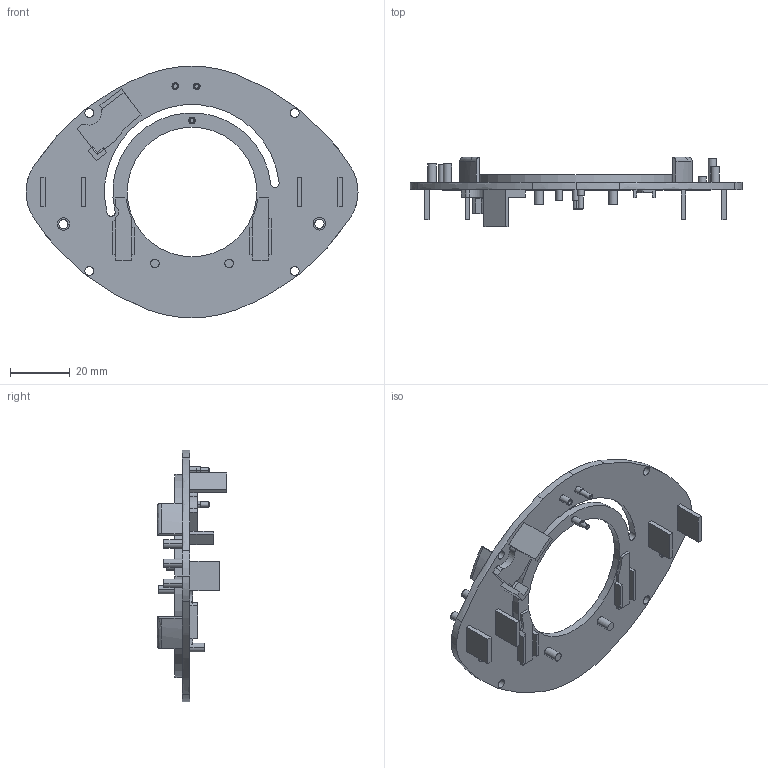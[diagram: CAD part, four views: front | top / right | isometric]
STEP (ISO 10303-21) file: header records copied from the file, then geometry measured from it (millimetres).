
FILE_DESCRIPTION((''),'2;1');
FILE_NAME('07-SUPPORT1_V4','2022-07-25T08:40:54',('cao3'),(''),'CREO PARAMETRIC BY PTC INC, 2020454','CREO PARAMETRIC BY PTC INC, 2020454','');
FILE_SCHEMA(('CONFIG_CONTROL_DESIGN'));
Length unit declared in the file: millimetre
Products named in the file (1): 07-SUPPORT1_V4
Bounding box: 111.5 x 23.5 x 84.5 mm (x, y, z)
Volume: 15049.4 mm3; surface area: 15662.8 mm2
Topology: 1 solids, 1 shells, 196 faces, 481 edges, 316 vertices
Faces by surface type: plane 105, cylinder 71, extrusion 12, cone 4, torus 4
Entity records: 6169 total; most frequent: CARTESIAN_POINT 1371, DIRECTION 980, ORIENTED_EDGE 962, EDGE_CURVE 481, AXIS2_PLACEMENT_3D 334, VERTEX_POINT 316, VECTOR 312, LINE 300
